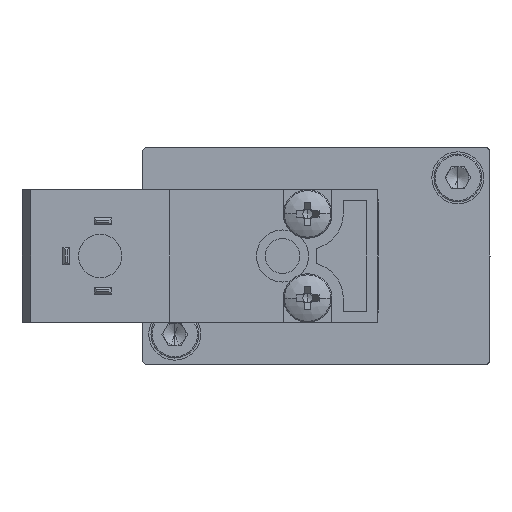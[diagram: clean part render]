
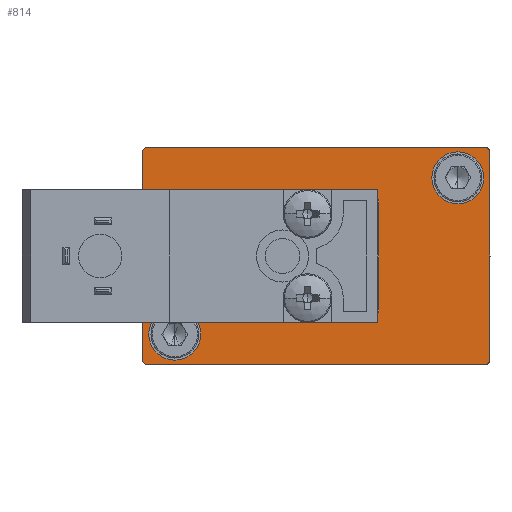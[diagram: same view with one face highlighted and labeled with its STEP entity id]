
A CAD part, left-side view. The second image highlights one B-rep face of the part: STEP entity #814.
In plain terms, the highlighted planar face has unit normal (-1, 0, 0).
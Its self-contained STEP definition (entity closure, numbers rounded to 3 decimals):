
#306 = CARTESIAN_POINT ( 'NONE',  ( -52., 40., 0. ) ) ;
#407 = EDGE_CURVE ( 'NONE', #11353, #11697, #19695, .T. ) ;
#473 = VECTOR ( 'NONE', #13337, 1000. ) ;
#563 = CARTESIAN_POINT ( 'NONE',  ( -52., 0., 0. ) ) ;
#610 = CARTESIAN_POINT ( 'NONE',  ( -52., 3.7, 21.5 ) ) ;
#634 = EDGE_LOOP ( 'NONE', ( #15663, #3980 ) ) ;
#814 = ADVANCED_FACE ( 'NONE', ( #12375, #10143, #1099 ), #19966, .T. ) ;
#838 = CARTESIAN_POINT ( 'NONE',  ( -52., 39.5, 0. ) ) ;
#957 = EDGE_CURVE ( 'NONE', #6322, #2834, #3587, .T. ) ;
#983 = LINE ( 'NONE', #563, #473 ) ;
#1099 = FACE_OUTER_BOUND ( 'NONE', #5429, .T. ) ;
#1211 = AXIS2_PLACEMENT_3D ( 'NONE', #12587, #17298, #14157 ) ;
#1713 = CARTESIAN_POINT ( 'NONE',  ( -52., 36.3, 3.5 ) ) ;
#1915 = DIRECTION ( 'NONE',  ( 0., 1., 0. ) ) ;
#2020 = DIRECTION ( 'NONE',  ( 0., 0., -1. ) ) ;
#2733 = LINE ( 'NONE', #20699, #19316 ) ;
#2834 = VERTEX_POINT ( 'NONE', #15859 ) ;
#2933 = AXIS2_PLACEMENT_3D ( 'NONE', #7085, #5715, #15048 ) ;
#3006 = DIRECTION ( 'NONE',  ( 0., 0., -1. ) ) ;
#3235 = VERTEX_POINT ( 'NONE', #8780 ) ;
#3364 = VERTEX_POINT ( 'NONE', #12316 ) ;
#3370 = EDGE_CURVE ( 'NONE', #15563, #10882, #12107, .T. ) ;
#3430 = DIRECTION ( 'NONE',  ( -1., 0., 0. ) ) ;
#3558 = VERTEX_POINT ( 'NONE', #14717 ) ;
#3587 = CIRCLE ( 'NONE', #11161, 0.5 ) ;
#3614 = DIRECTION ( 'NONE',  ( -1., 0., 0. ) ) ;
#3980 = ORIENTED_EDGE ( 'NONE', *, *, #17682, .F. ) ;
#3997 = CARTESIAN_POINT ( 'NONE',  ( -52., 0.5, 0. ) ) ;
#4084 = AXIS2_PLACEMENT_3D ( 'NONE', #16071, #11226, #4644 ) ;
#4644 = DIRECTION ( 'NONE',  ( 0., 0., -1. ) ) ;
#4975 = LINE ( 'NONE', #10726, #18046 ) ;
#5030 = CARTESIAN_POINT ( 'NONE',  ( -52., 0., 11.5 ) ) ;
#5046 = CIRCLE ( 'NONE', #9893, 0.5 ) ;
#5311 = ORIENTED_EDGE ( 'NONE', *, *, #20121, .F. ) ;
#5429 = EDGE_LOOP ( 'NONE', ( #5311, #9250, #15109, #8110, #20667, #12268, #6953, #11474, #9017, #8575, #10234, #16614 ) ) ;
#5547 = AXIS2_PLACEMENT_3D ( 'NONE', #7700, #20660, #3006 ) ;
#5715 = DIRECTION ( 'NONE',  ( -1., 0., 0. ) ) ;
#5881 = VERTEX_POINT ( 'NONE', #838 ) ;
#5942 = VERTEX_POINT ( 'NONE', #16686 ) ;
#6192 = EDGE_CURVE ( 'NONE', #5942, #3235, #10242, .T. ) ;
#6322 = VERTEX_POINT ( 'NONE', #3997 ) ;
#6351 = LINE ( 'NONE', #12723, #20162 ) ;
#6705 = EDGE_CURVE ( 'NONE', #7885, #8132, #14997, .T. ) ;
#6899 = DIRECTION ( 'NONE',  ( -1., 0., 0. ) ) ;
#6953 = ORIENTED_EDGE ( 'NONE', *, *, #7204, .F. ) ;
#6963 = DIRECTION ( 'NONE',  ( -1., 0., 0. ) ) ;
#7085 = CARTESIAN_POINT ( 'NONE',  ( -52., 0., 0. ) ) ;
#7204 = EDGE_CURVE ( 'NONE', #7247, #11697, #4975, .T. ) ;
#7247 = VERTEX_POINT ( 'NONE', #9744 ) ;
#7261 = DIRECTION ( 'NONE',  ( 0., 0., -1. ) ) ;
#7700 = CARTESIAN_POINT ( 'NONE',  ( -52., 36.3, 3.5 ) ) ;
#7885 = VERTEX_POINT ( 'NONE', #16086 ) ;
#8110 = ORIENTED_EDGE ( 'NONE', *, *, #957, .T. ) ;
#8132 = VERTEX_POINT ( 'NONE', #19228 ) ;
#8249 = CARTESIAN_POINT ( 'NONE',  ( -52., 23.5, 11.5 ) ) ;
#8575 = ORIENTED_EDGE ( 'NONE', *, *, #3370, .F. ) ;
#8639 = EDGE_CURVE ( 'NONE', #7247, #3558, #17069, .T. ) ;
#8780 = CARTESIAN_POINT ( 'NONE',  ( -52., 36.3, 6.5 ) ) ;
#9017 = ORIENTED_EDGE ( 'NONE', *, *, #18994, .F. ) ;
#9211 = EDGE_CURVE ( 'NONE', #18193, #15563, #9239, .T. ) ;
#9239 = CIRCLE ( 'NONE', #19455, 1. ) ;
#9250 = ORIENTED_EDGE ( 'NONE', *, *, #12439, .T. ) ;
#9527 = DIRECTION ( 'NONE',  ( 0., 0., 1. ) ) ;
#9744 = CARTESIAN_POINT ( 'NONE',  ( -52., 39.5, 25. ) ) ;
#9893 = AXIS2_PLACEMENT_3D ( 'NONE', #17914, #14890, #11498 ) ;
#9921 = DIRECTION ( 'NONE',  ( 0., 0., -1. ) ) ;
#10143 = FACE_BOUND ( 'NONE', #12511, .T. ) ;
#10234 = ORIENTED_EDGE ( 'NONE', *, *, #9211, .F. ) ;
#10242 = CIRCLE ( 'NONE', #14728, 3. ) ;
#10566 = AXIS2_PLACEMENT_3D ( 'NONE', #11631, #6899, #2020 ) ;
#10726 = CARTESIAN_POINT ( 'NONE',  ( -52., 40., 25. ) ) ;
#10882 = VERTEX_POINT ( 'NONE', #12412 ) ;
#11019 = CARTESIAN_POINT ( 'NONE',  ( -52., 0.5, 0.5 ) ) ;
#11161 = AXIS2_PLACEMENT_3D ( 'NONE', #11019, #3430, #9921 ) ;
#11218 = CARTESIAN_POINT ( 'NONE',  ( -52., 40., 11.5 ) ) ;
#11226 = DIRECTION ( 'NONE',  ( -1., 0., 0. ) ) ;
#11353 = VERTEX_POINT ( 'NONE', #17379 ) ;
#11474 = ORIENTED_EDGE ( 'NONE', *, *, #8639, .T. ) ;
#11498 = DIRECTION ( 'NONE',  ( 0., 0., -1. ) ) ;
#11631 = CARTESIAN_POINT ( 'NONE',  ( -52., 39.5, 24.5 ) ) ;
#11697 = VERTEX_POINT ( 'NONE', #16634 ) ;
#11755 = DIRECTION ( 'NONE',  ( 0., 0., -1. ) ) ;
#12062 = DIRECTION ( 'NONE',  ( -1., 0., 0. ) ) ;
#12107 = LINE ( 'NONE', #16041, #15113 ) ;
#12268 = ORIENTED_EDGE ( 'NONE', *, *, #407, .T. ) ;
#12316 = CARTESIAN_POINT ( 'NONE',  ( -52., 40., 0.5 ) ) ;
#12326 = VERTEX_POINT ( 'NONE', #11218 ) ;
#12375 = FACE_BOUND ( 'NONE', #634, .T. ) ;
#12412 = CARTESIAN_POINT ( 'NONE',  ( -52., 40., 13.5 ) ) ;
#12439 = EDGE_CURVE ( 'NONE', #3364, #5881, #5046, .T. ) ;
#12511 = EDGE_LOOP ( 'NONE', ( #16240, #18883 ) ) ;
#12587 = CARTESIAN_POINT ( 'NONE',  ( -52., 0.5, 24.5 ) ) ;
#12713 = CARTESIAN_POINT ( 'NONE',  ( -52., 23.5, 13.5 ) ) ;
#12723 = CARTESIAN_POINT ( 'NONE',  ( -52., 40., 0. ) ) ;
#13013 = DIRECTION ( 'NONE',  ( 0., 0., -1. ) ) ;
#13250 = DIRECTION ( 'NONE',  ( 0., -1., 0. ) ) ;
#13337 = DIRECTION ( 'NONE',  ( 0., 0., -1. ) ) ;
#13846 = CIRCLE ( 'NONE', #17039, 3. ) ;
#14157 = DIRECTION ( 'NONE',  ( 0., 0., -1. ) ) ;
#14572 = EDGE_CURVE ( 'NONE', #3235, #5942, #20048, .T. ) ;
#14717 = CARTESIAN_POINT ( 'NONE',  ( -52., 40., 24.5 ) ) ;
#14728 = AXIS2_PLACEMENT_3D ( 'NONE', #1713, #3614, #13013 ) ;
#14730 = EDGE_CURVE ( 'NONE', #11353, #2834, #983, .T. ) ;
#14767 = VECTOR ( 'NONE', #13250, 1000. ) ;
#14890 = DIRECTION ( 'NONE',  ( -1., 0., 0. ) ) ;
#14997 = CIRCLE ( 'NONE', #4084, 3. ) ;
#15037 = EDGE_CURVE ( 'NONE', #12326, #18193, #19543, .T. ) ;
#15048 = DIRECTION ( 'NONE',  ( 0., 0., -1. ) ) ;
#15109 = ORIENTED_EDGE ( 'NONE', *, *, #19657, .F. ) ;
#15113 = VECTOR ( 'NONE', #18725, 1000. ) ;
#15563 = VERTEX_POINT ( 'NONE', #12713 ) ;
#15663 = ORIENTED_EDGE ( 'NONE', *, *, #6705, .F. ) ;
#15859 = CARTESIAN_POINT ( 'NONE',  ( -52., 0., 0.5 ) ) ;
#16041 = CARTESIAN_POINT ( 'NONE',  ( -52., 23.5, 13.5 ) ) ;
#16071 = CARTESIAN_POINT ( 'NONE',  ( -52., 3.7, 21.5 ) ) ;
#16086 = CARTESIAN_POINT ( 'NONE',  ( -52., 3.7, 18.5 ) ) ;
#16240 = ORIENTED_EDGE ( 'NONE', *, *, #6192, .F. ) ;
#16614 = ORIENTED_EDGE ( 'NONE', *, *, #15037, .F. ) ;
#16634 = CARTESIAN_POINT ( 'NONE',  ( -52., 0.5, 25. ) ) ;
#16686 = CARTESIAN_POINT ( 'NONE',  ( -52., 36.3, 0.5 ) ) ;
#16843 = CARTESIAN_POINT ( 'NONE',  ( -52., 23.5, 12.5 ) ) ;
#17039 = AXIS2_PLACEMENT_3D ( 'NONE', #610, #6963, #11755 ) ;
#17069 = CIRCLE ( 'NONE', #10566, 0.5 ) ;
#17298 = DIRECTION ( 'NONE',  ( -1., 0., 0. ) ) ;
#17379 = CARTESIAN_POINT ( 'NONE',  ( -52., 0., 24.5 ) ) ;
#17682 = EDGE_CURVE ( 'NONE', #8132, #7885, #13846, .T. ) ;
#17914 = CARTESIAN_POINT ( 'NONE',  ( -52., 39.5, 0.5 ) ) ;
#18046 = VECTOR ( 'NONE', #18867, 1000. ) ;
#18193 = VERTEX_POINT ( 'NONE', #8249 ) ;
#18725 = DIRECTION ( 'NONE',  ( 0., 1., 0. ) ) ;
#18867 = DIRECTION ( 'NONE',  ( 0., -1., 0. ) ) ;
#18883 = ORIENTED_EDGE ( 'NONE', *, *, #14572, .F. ) ;
#18988 = DIRECTION ( 'NONE',  ( 0., 0., 1. ) ) ;
#18994 = EDGE_CURVE ( 'NONE', #10882, #3558, #6351, .T. ) ;
#19228 = CARTESIAN_POINT ( 'NONE',  ( -52., 3.7, 24.5 ) ) ;
#19316 = VECTOR ( 'NONE', #18988, 1000. ) ;
#19335 = VECTOR ( 'NONE', #1915, 1000. ) ;
#19455 = AXIS2_PLACEMENT_3D ( 'NONE', #16843, #12062, #7261 ) ;
#19543 = LINE ( 'NONE', #5030, #14767 ) ;
#19657 = EDGE_CURVE ( 'NONE', #6322, #5881, #19855, .T. ) ;
#19695 = CIRCLE ( 'NONE', #1211, 0.5 ) ;
#19855 = LINE ( 'NONE', #306, #19335 ) ;
#19966 = PLANE ( 'NONE',  #2933 ) ;
#20048 = CIRCLE ( 'NONE', #5547, 3. ) ;
#20121 = EDGE_CURVE ( 'NONE', #3364, #12326, #2733, .T. ) ;
#20162 = VECTOR ( 'NONE', #9527, 1000. ) ;
#20660 = DIRECTION ( 'NONE',  ( -1., 0., 0. ) ) ;
#20667 = ORIENTED_EDGE ( 'NONE', *, *, #14730, .F. ) ;
#20699 = CARTESIAN_POINT ( 'NONE',  ( -52., 40., 0. ) ) ;
